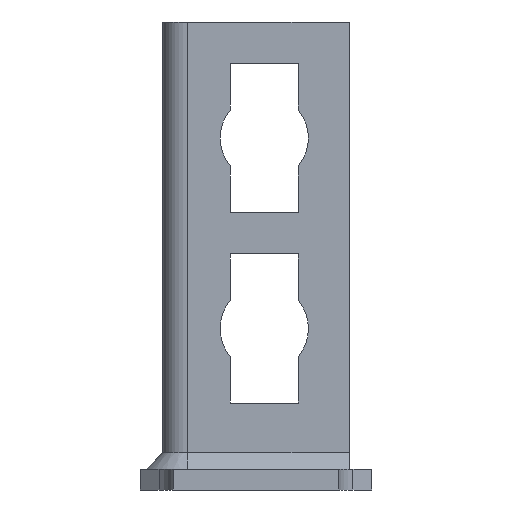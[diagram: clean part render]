
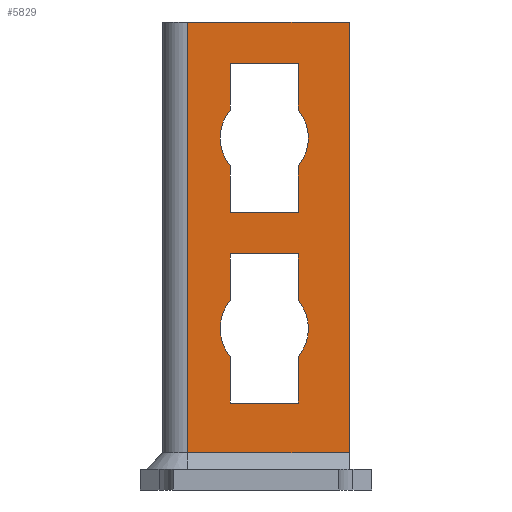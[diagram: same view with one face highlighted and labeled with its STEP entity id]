
A CAD part, left-side view. The second image highlights one B-rep face of the part: STEP entity #5829.
In plain terms, the highlighted planar face has unit normal (-1, 0, 0).
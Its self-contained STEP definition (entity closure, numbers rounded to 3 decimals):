
#186=CARTESIAN_POINT('',(-25.,16.5,9.0));
#187=VERTEX_POINT('',#186);
#218=CARTESIAN_POINT('',(-25.,-22.5,9.));
#219=VERTEX_POINT('',#218);
#226=CARTESIAN_POINT('',(-25.0,16.5,9.));
#227=DIRECTION('',(0.0,-1.0,0.0));
#228=VECTOR('',#227,39.);
#229=LINE('',#226,#228);
#230=EDGE_CURVE('',#187,#219,#229,.T.);
#4695=CARTESIAN_POINT('',(-25.,-10.25,21.));
#4696=VERTEX_POINT('',#4695);
#4703=CARTESIAN_POINT('',(-25.,-10.25,32.265));
#4704=VERTEX_POINT('',#4703);
#4705=CARTESIAN_POINT('',(-25.,-10.25,32.265));
#4706=DIRECTION('',(0.0,0.0,-1.0));
#4707=VECTOR('',#4706,11.265);
#4708=LINE('',#4705,#4707);
#4709=EDGE_CURVE('',#4704,#4696,#4708,.T.);
#4735=CARTESIAN_POINT('',(-25.,-10.25,45.735));
#4736=VERTEX_POINT('',#4735);
#4737=CARTESIAN_POINT('',(-25.,-2.,39.));
#4738=DIRECTION('',(1.0,0.,0.));
#4739=DIRECTION('',(0.,0.775,0.632));
#4740=AXIS2_PLACEMENT_3D('',#4737,#4738,#4739);
#4741=CIRCLE('',#4740,10.65);
#4742=EDGE_CURVE('',#4736,#4704,#4741,.T.);
#4767=CARTESIAN_POINT('',(-25.,-10.25,57.0));
#4768=VERTEX_POINT('',#4767);
#4769=CARTESIAN_POINT('',(-25.,-10.25,57.));
#4770=DIRECTION('',(0.0,0.0,-1.0));
#4771=VECTOR('',#4770,11.265);
#4772=LINE('',#4769,#4771);
#4773=EDGE_CURVE('',#4768,#4736,#4772,.T.);
#4798=CARTESIAN_POINT('',(-25.,6.25,57.0));
#4799=VERTEX_POINT('',#4798);
#4800=CARTESIAN_POINT('',(-25.,6.25,57.0));
#4801=DIRECTION('',(0.0,-1.0,0.0));
#4802=VECTOR('',#4801,16.5);
#4803=LINE('',#4800,#4802);
#4804=EDGE_CURVE('',#4799,#4768,#4803,.T.);
#4829=CARTESIAN_POINT('',(-25.,6.25,45.735));
#4830=VERTEX_POINT('',#4829);
#4831=CARTESIAN_POINT('',(-25.,6.25,45.735));
#4832=DIRECTION('',(0.0,0.0,1.0));
#4833=VECTOR('',#4832,11.265);
#4834=LINE('',#4831,#4833);
#4835=EDGE_CURVE('',#4830,#4799,#4834,.T.);
#4861=CARTESIAN_POINT('',(-25.,6.25,32.265));
#4862=VERTEX_POINT('',#4861);
#4863=CARTESIAN_POINT('',(-25.,-2.,39.));
#4864=DIRECTION('',(1.0,0.,0.));
#4865=DIRECTION('',(0.,-0.775,-0.632));
#4866=AXIS2_PLACEMENT_3D('',#4863,#4864,#4865);
#4867=CIRCLE('',#4866,10.65);
#4868=EDGE_CURVE('',#4862,#4830,#4867,.T.);
#4893=CARTESIAN_POINT('',(-25.,6.25,21.));
#4894=VERTEX_POINT('',#4893);
#4895=CARTESIAN_POINT('',(-25.,6.25,21.));
#4896=DIRECTION('',(0.0,0.0,1.0));
#4897=VECTOR('',#4896,11.265);
#4898=LINE('',#4895,#4897);
#4899=EDGE_CURVE('',#4894,#4862,#4898,.T.);
#4922=CARTESIAN_POINT('',(-25.,-10.25,21.));
#4923=DIRECTION('',(0.0,1.0,0.0));
#4924=VECTOR('',#4923,16.5);
#4925=LINE('',#4922,#4924);
#4926=EDGE_CURVE('',#4696,#4894,#4925,.T.);
#5335=CARTESIAN_POINT('',(-25.,-10.25,67.0));
#5336=VERTEX_POINT('',#5335);
#5343=CARTESIAN_POINT('',(-25.,-10.25,78.265));
#5344=VERTEX_POINT('',#5343);
#5345=CARTESIAN_POINT('',(-25.,-10.25,78.265));
#5346=DIRECTION('',(0.0,0.0,-1.0));
#5347=VECTOR('',#5346,11.265);
#5348=LINE('',#5345,#5347);
#5349=EDGE_CURVE('',#5344,#5336,#5348,.T.);
#5375=CARTESIAN_POINT('',(-25.,-10.25,91.735));
#5376=VERTEX_POINT('',#5375);
#5377=CARTESIAN_POINT('',(-25.,-2.,85.0));
#5378=DIRECTION('',(1.0,0.,0.));
#5379=DIRECTION('',(0.,0.775,0.632));
#5380=AXIS2_PLACEMENT_3D('',#5377,#5378,#5379);
#5381=CIRCLE('',#5380,10.65);
#5382=EDGE_CURVE('',#5376,#5344,#5381,.T.);
#5407=CARTESIAN_POINT('',(-25.,-10.25,103.0));
#5408=VERTEX_POINT('',#5407);
#5409=CARTESIAN_POINT('',(-25.,-10.25,103.));
#5410=DIRECTION('',(0.0,0.0,-1.0));
#5411=VECTOR('',#5410,11.265);
#5412=LINE('',#5409,#5411);
#5413=EDGE_CURVE('',#5408,#5376,#5412,.T.);
#5438=CARTESIAN_POINT('',(-25.,6.25,103.0));
#5439=VERTEX_POINT('',#5438);
#5440=CARTESIAN_POINT('',(-25.,6.25,103.0));
#5441=DIRECTION('',(0.0,-1.0,0.0));
#5442=VECTOR('',#5441,16.5);
#5443=LINE('',#5440,#5442);
#5444=EDGE_CURVE('',#5439,#5408,#5443,.T.);
#5469=CARTESIAN_POINT('',(-25.,6.25,91.735));
#5470=VERTEX_POINT('',#5469);
#5471=CARTESIAN_POINT('',(-25.,6.25,91.735));
#5472=DIRECTION('',(0.0,0.0,1.0));
#5473=VECTOR('',#5472,11.265);
#5474=LINE('',#5471,#5473);
#5475=EDGE_CURVE('',#5470,#5439,#5474,.T.);
#5501=CARTESIAN_POINT('',(-25.,6.25,78.265));
#5502=VERTEX_POINT('',#5501);
#5503=CARTESIAN_POINT('',(-25.,-2.,85.0));
#5504=DIRECTION('',(1.0,0.,0.));
#5505=DIRECTION('',(0.,-0.775,-0.632));
#5506=AXIS2_PLACEMENT_3D('',#5503,#5504,#5505);
#5507=CIRCLE('',#5506,10.65);
#5508=EDGE_CURVE('',#5502,#5470,#5507,.T.);
#5533=CARTESIAN_POINT('',(-25.,6.25,67.0));
#5534=VERTEX_POINT('',#5533);
#5535=CARTESIAN_POINT('',(-25.,6.25,67.0));
#5536=DIRECTION('',(0.0,0.0,1.0));
#5537=VECTOR('',#5536,11.265);
#5538=LINE('',#5535,#5537);
#5539=EDGE_CURVE('',#5534,#5502,#5538,.T.);
#5562=CARTESIAN_POINT('',(-25.,-10.25,67.0));
#5563=DIRECTION('',(0.0,1.0,0.0));
#5564=VECTOR('',#5563,16.5);
#5565=LINE('',#5562,#5564);
#5566=EDGE_CURVE('',#5336,#5534,#5565,.T.);
#5762=CARTESIAN_POINT('',(-25.0,16.5,113.0));
#5763=VERTEX_POINT('',#5762);
#5781=CARTESIAN_POINT('',(-25.,41.406,59.0));
#5782=DIRECTION('',(1.0,0.0,0.0));
#5783=DIRECTION('',(0.0,0.0,-1.0));
#5784=AXIS2_PLACEMENT_3D('',#5781,#5782,#5783);
#5785=PLANE('',#5784);
#5786=ORIENTED_EDGE('',*,*,#230,.T.);
#5787=CARTESIAN_POINT('',(-25.,-22.5,113.0));
#5788=VERTEX_POINT('',#5787);
#5789=CARTESIAN_POINT('',(-25.,-22.5,113.0));
#5790=DIRECTION('',(0.0,0.0,-1.0));
#5791=VECTOR('',#5790,104.0);
#5792=LINE('',#5789,#5791);
#5793=EDGE_CURVE('',#5788,#219,#5792,.T.);
#5794=ORIENTED_EDGE('',*,*,#5793,.F.);
#5795=CARTESIAN_POINT('',(-25.0,16.5,113.0));
#5796=DIRECTION('',(0.0,-1.0,0.0));
#5797=VECTOR('',#5796,39.);
#5798=LINE('',#5795,#5797);
#5799=EDGE_CURVE('',#5763,#5788,#5798,.T.);
#5800=ORIENTED_EDGE('',*,*,#5799,.F.);
#5801=CARTESIAN_POINT('',(-25.,16.5,9.0));
#5802=DIRECTION('',(0.0,0.0,1.0));
#5803=VECTOR('',#5802,104.0);
#5804=LINE('',#5801,#5803);
#5805=EDGE_CURVE('',#187,#5763,#5804,.T.);
#5806=ORIENTED_EDGE('',*,*,#5805,.F.);
#5807=EDGE_LOOP('',(#5786,#5794,#5800,#5806));
#5808=FACE_OUTER_BOUND('',#5807,.T.);
#5809=ORIENTED_EDGE('',*,*,#4709,.T.);
#5810=ORIENTED_EDGE('',*,*,#4926,.T.);
#5811=ORIENTED_EDGE('',*,*,#4899,.T.);
#5812=ORIENTED_EDGE('',*,*,#4868,.T.);
#5813=ORIENTED_EDGE('',*,*,#4835,.T.);
#5814=ORIENTED_EDGE('',*,*,#4804,.T.);
#5815=ORIENTED_EDGE('',*,*,#4773,.T.);
#5816=ORIENTED_EDGE('',*,*,#4742,.T.);
#5817=EDGE_LOOP('',(#5809,#5810,#5811,#5812,#5813,#5814,#5815,#5816));
#5818=FACE_BOUND('',#5817,.T.);
#5819=ORIENTED_EDGE('',*,*,#5349,.T.);
#5820=ORIENTED_EDGE('',*,*,#5566,.T.);
#5821=ORIENTED_EDGE('',*,*,#5539,.T.);
#5822=ORIENTED_EDGE('',*,*,#5508,.T.);
#5823=ORIENTED_EDGE('',*,*,#5475,.T.);
#5824=ORIENTED_EDGE('',*,*,#5444,.T.);
#5825=ORIENTED_EDGE('',*,*,#5413,.T.);
#5826=ORIENTED_EDGE('',*,*,#5382,.T.);
#5827=EDGE_LOOP('',(#5819,#5820,#5821,#5822,#5823,#5824,#5825,#5826));
#5828=FACE_BOUND('',#5827,.T.);
#5829=ADVANCED_FACE('',(#5808,#5818,#5828),#5785,.F.);
